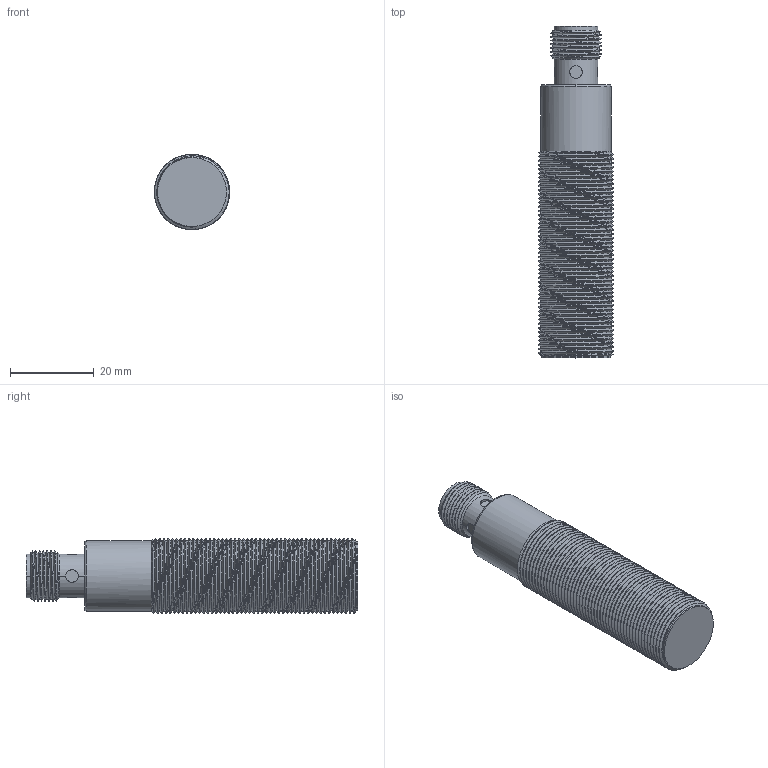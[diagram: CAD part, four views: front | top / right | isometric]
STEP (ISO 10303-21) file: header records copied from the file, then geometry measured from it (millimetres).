
FILE_DESCRIPTION(('FreeCAD Model'),'2;1');
FILE_NAME('Open CASCADE Shape Model','2023-01-31T12:06:10',('Author'),( ''),'Open CASCADE STEP processor 7.6','FreeCAD','Unknown');
FILE_SCHEMA(('AUTOMOTIVE_DESIGN { 1 0 10303 214 1 1 1 1 }'));
Products named in the file (1): LCM1-1812X-XRU4
Bounding box: 18 x 79.4 x 18 mm (x, y, z)
Volume: 16174.5 mm3; surface area: 6888.1 mm2
Topology: 1 solids, 1 shells, 126 faces, 337 edges, 214 vertices
Faces by surface type: cylinder 88, plane 12, bspline 8, cone 8, sphere 8, torus 2
Full cylindrical faces by diameter (mm): 16.5 x1, 16.8 x49
Entity records: 139724 total; most frequent: CARTESIAN_POINT 134080, DIRECTION 727, ORIENTED_EDGE 658, PCURVE 658, DEFINITIONAL_REPRESENTATION 658, B_SPLINE_CURVE_WITH_KNOTS 562, EDGE_CURVE 329, SURFACE_CURVE 324
